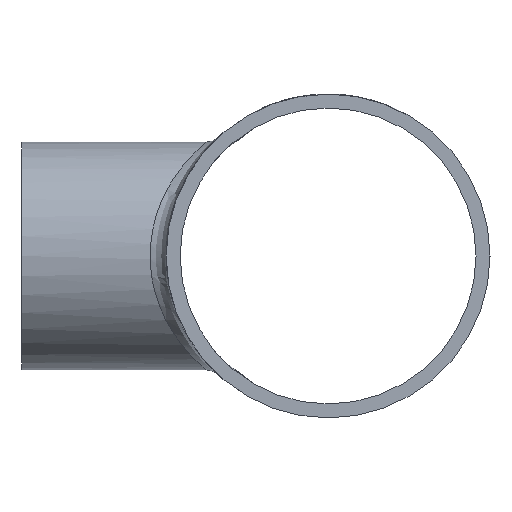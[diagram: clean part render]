
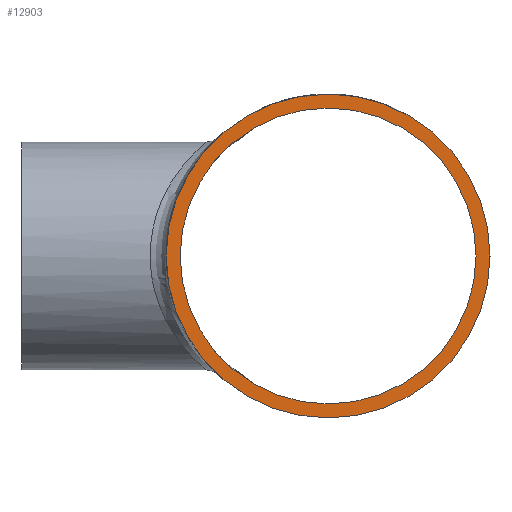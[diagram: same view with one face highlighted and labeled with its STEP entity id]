
A CAD part, left-side view. The second image highlights one B-rep face of the part: STEP entity #12903.
In plain terms, the highlighted planar face has unit normal (-1, 0, 0).
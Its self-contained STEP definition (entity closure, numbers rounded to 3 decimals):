
#163 = EDGE_CURVE ( 'NONE', #18220, #18220, #4815, .T. ) ;
#1180 = DIRECTION ( 'NONE',  ( 0., 0., 1. ) ) ;
#1196 = CIRCLE ( 'NONE', #6557, 30.15 ) ;
#3366 = CARTESIAN_POINT ( 'NONE',  ( -64., 0., 0. ) ) ;
#4448 = VERTEX_POINT ( 'NONE', #9356 ) ;
#4815 = CIRCLE ( 'NONE', #14843, 27.55 ) ;
#4881 = EDGE_LOOP ( 'NONE', ( #19088 ) ) ;
#4940 = FACE_BOUND ( 'NONE', #4881, .T. ) ;
#5973 = DIRECTION ( 'NONE',  ( -1., 0., 0. ) ) ;
#6557 = AXIS2_PLACEMENT_3D ( 'NONE', #3366, #14464, #14401 ) ;
#9356 = CARTESIAN_POINT ( 'NONE',  ( -64., 0., 30.15 ) ) ;
#9408 = EDGE_LOOP ( 'NONE', ( #19877 ) ) ;
#9724 = DIRECTION ( 'NONE',  ( 0., 0., 1. ) ) ;
#12903 = ADVANCED_FACE ( 'NONE', ( #4940, #17752 ), #15943, .T. ) ;
#13633 = CARTESIAN_POINT ( 'NONE',  ( -64., 0., 0. ) ) ;
#14129 = EDGE_CURVE ( 'NONE', #4448, #4448, #1196, .T. ) ;
#14401 = DIRECTION ( 'NONE',  ( 0., 0., 1. ) ) ;
#14464 = DIRECTION ( 'NONE',  ( -1., 0., 0. ) ) ;
#14843 = AXIS2_PLACEMENT_3D ( 'NONE', #13633, #5973, #1180 ) ;
#15295 = AXIS2_PLACEMENT_3D ( 'NONE', #19066, #19130, #9724 ) ;
#15577 = CARTESIAN_POINT ( 'NONE',  ( -64., 0., 27.55 ) ) ;
#15943 = PLANE ( 'NONE',  #15295 ) ;
#17752 = FACE_OUTER_BOUND ( 'NONE', #9408, .T. ) ;
#18220 = VERTEX_POINT ( 'NONE', #15577 ) ;
#19066 = CARTESIAN_POINT ( 'NONE',  ( -64., 0., 0. ) ) ;
#19088 = ORIENTED_EDGE ( 'NONE', *, *, #163, .F. ) ;
#19130 = DIRECTION ( 'NONE',  ( -1., 0., 0. ) ) ;
#19877 = ORIENTED_EDGE ( 'NONE', *, *, #14129, .T. ) ;
